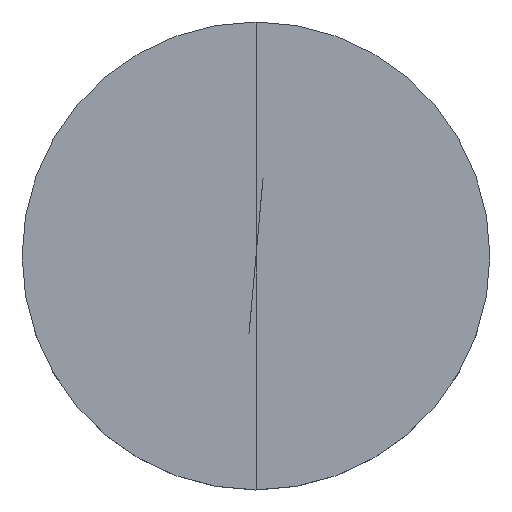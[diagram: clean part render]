
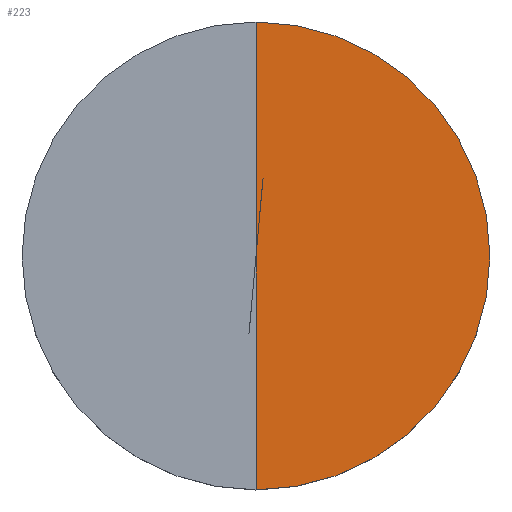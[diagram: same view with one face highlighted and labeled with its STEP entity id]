
A CAD part, top view. The second image highlights one B-rep face of the part: STEP entity #223.
In plain terms, the highlighted free-form (B-spline) face has degree [3, 2] with [4, 9] control points.
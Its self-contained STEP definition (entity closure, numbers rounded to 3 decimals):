
#5 = B_SPLINE_CURVE_WITH_KNOTS ( 'NONE', 3,
 ( #108, #32, #129, #216 ),
 .UNSPECIFIED., .F., .F.,
 ( 4, 4 ),
 ( 0., 1. ),
 .UNSPECIFIED. ) ;
#21 = CARTESIAN_POINT ( 'NONE',  ( 0., -12.5, 0. ) ) ;
#27 = CARTESIAN_POINT ( 'NONE',  ( 0., -12.5, 0. ) ) ;
#32 = CARTESIAN_POINT ( 'NONE',  ( 0., 4.167, 0. ) ) ;
#35 = CARTESIAN_POINT ( 'NONE',  ( 0., 8.333, 0. ) ) ;
#36 = CARTESIAN_POINT ( 'NONE',  ( 8.333, 8.333, 0. ) ) ;
#37 = CARTESIAN_POINT ( 'NONE',  ( -12.5, 0., 0. ) ) ;
#54 = CARTESIAN_POINT ( 'NONE',  ( 0., 0., 0. ) ) ;
#61 = CARTESIAN_POINT ( 'NONE',  ( 0., 12.5, 0. ) ) ;
#62 = CARTESIAN_POINT ( 'NONE',  ( 0., -8.333, 0. ) ) ;
#64 = EDGE_CURVE ( 'NONE', #120, #261, #142, .T. ) ;
#65 = CARTESIAN_POINT ( 'NONE',  ( 12.5, 12.5, 0. ) ) ;
#67 = CARTESIAN_POINT ( 'NONE',  ( 4.167, -4.167, 0. ) ) ;
#78 = CARTESIAN_POINT ( 'NONE',  ( 0., 0., 0. ) ) ;
#83 = AXIS2_PLACEMENT_3D ( 'NONE', #122, #164, #275 ) ;
#84 =( BOUNDED_SURFACE ( )  B_SPLINE_SURFACE ( 3, 2, ( 
 ( #166, #54, #78, #254, #233, #192, #212, #110, #85 ),
 ( #87, #152, #135, #241, #133, #67, #220, #109, #202 ),
 ( #35, #236, #265, #238, #62, #284, #111, #36, #199 ),
 ( #263, #266, #37, #114, #21, #240, #264, #65, #61 ) ),
 .UNSPECIFIED., .F., .T., .F. ) 
 B_SPLINE_SURFACE_WITH_KNOTS ( ( 4, 4 ),
 ( 3, 2, 2, 2, 3 ),
 ( 0., 1. ),
 ( 0., 90., 180., 270., 360. ),
 .UNSPECIFIED. ) 
 GEOMETRIC_REPRESENTATION_ITEM ( )  RATIONAL_B_SPLINE_SURFACE ( (
 ( 1., 0.707, 1., 0.707, 1., 0.707, 1., 0.707, 1.),
 ( 1., 0.707, 1., 0.707, 1., 0.707, 1., 0.707, 1.),
 ( 1., 0.707, 1., 0.707, 1., 0.707, 1., 0.707, 1.),
 ( 1., 0.707, 1., 0.707, 1., 0.707, 1., 0.707, 1.) ) ) 
 REPRESENTATION_ITEM ( '' )  SURFACE ( )  );
#85 = CARTESIAN_POINT ( 'NONE',  ( 0., 0., 0. ) ) ;
#86 = VERTEX_POINT ( 'NONE', #231 ) ;
#87 = CARTESIAN_POINT ( 'NONE',  ( 0., 4.167, 0. ) ) ;
#95 = ORIENTED_EDGE ( 'NONE', *, *, #285, .T. ) ;
#108 = CARTESIAN_POINT ( 'NONE',  ( 0., 0., 0. ) ) ;
#109 = CARTESIAN_POINT ( 'NONE',  ( 4.167, 4.167, 0. ) ) ;
#110 = CARTESIAN_POINT ( 'NONE',  ( 0., 0., 0. ) ) ;
#111 = CARTESIAN_POINT ( 'NONE',  ( 8.333, 0., 0. ) ) ;
#113 = ORIENTED_EDGE ( 'NONE', *, *, #217, .F. ) ;
#114 = CARTESIAN_POINT ( 'NONE',  ( -12.5, -12.5, 0. ) ) ;
#120 = VERTEX_POINT ( 'NONE', #209 ) ;
#121 = CARTESIAN_POINT ( 'NONE',  ( 0., 0., 0. ) ) ;
#122 = CARTESIAN_POINT ( 'NONE',  ( 0., 0., 0. ) ) ;
#129 = CARTESIAN_POINT ( 'NONE',  ( 0., 8.333, 0. ) ) ;
#132 = CARTESIAN_POINT ( 'NONE',  ( 0., -8.333, 0. ) ) ;
#133 = CARTESIAN_POINT ( 'NONE',  ( 0., -4.167, 0. ) ) ;
#135 = CARTESIAN_POINT ( 'NONE',  ( -4.167, 0., 0. ) ) ;
#137 = VERTEX_POINT ( 'NONE', #27 ) ;
#142 = CIRCLE ( 'NONE', #159, 12.5 ) ;
#151 = CARTESIAN_POINT ( 'NONE',  ( 0., -12.5, 0. ) ) ;
#152 = CARTESIAN_POINT ( 'NONE',  ( -4.167, 4.167, 0. ) ) ;
#159 = AXIS2_PLACEMENT_3D ( 'NONE', #121, #248, #188 ) ;
#164 = DIRECTION ( 'NONE',  ( 0., 0., 1. ) ) ;
#166 = CARTESIAN_POINT ( 'NONE',  ( 0., 0., 0. ) ) ;
#167 = ORIENTED_EDGE ( 'NONE', *, *, #174, .T. ) ;
#174 = EDGE_CURVE ( 'NONE', #137, #120, #242, .T. ) ;
#175 = CARTESIAN_POINT ( 'NONE',  ( 0., 12.5, 0. ) ) ;
#186 = B_SPLINE_CURVE_WITH_KNOTS ( 'NONE', 3,
 ( #200, #260, #132, #151 ),
 .UNSPECIFIED., .F., .F.,
 ( 4, 4 ),
 ( 0., 1. ),
 .UNSPECIFIED. ) ;
#188 = DIRECTION ( 'NONE',  ( 1., 0., 0. ) ) ;
#192 = CARTESIAN_POINT ( 'NONE',  ( 0., 0., 0. ) ) ;
#199 = CARTESIAN_POINT ( 'NONE',  ( 0., 8.333, 0. ) ) ;
#200 = CARTESIAN_POINT ( 'NONE',  ( 0., 0., 0. ) ) ;
#202 = CARTESIAN_POINT ( 'NONE',  ( 0., 4.167, 0. ) ) ;
#203 = FACE_OUTER_BOUND ( 'NONE', #219, .T. ) ;
#208 = ORIENTED_EDGE ( 'NONE', *, *, #64, .T. ) ;
#209 = CARTESIAN_POINT ( 'NONE',  ( 12.5, 0., 0. ) ) ;
#212 = CARTESIAN_POINT ( 'NONE',  ( 0., 0., 0. ) ) ;
#216 = CARTESIAN_POINT ( 'NONE',  ( 0., 12.5, 0. ) ) ;
#217 = EDGE_CURVE ( 'NONE', #86, #261, #5, .T. ) ;
#219 = EDGE_LOOP ( 'NONE', ( #113, #95, #167, #208 ) ) ;
#220 = CARTESIAN_POINT ( 'NONE',  ( 4.167, 0., 0. ) ) ;
#223 = ADVANCED_FACE ( 'NONE', ( #203 ), #84, .T. ) ;
#231 = CARTESIAN_POINT ( 'NONE',  ( 0., 0., 0. ) ) ;
#233 = CARTESIAN_POINT ( 'NONE',  ( 0., 0., 0. ) ) ;
#236 = CARTESIAN_POINT ( 'NONE',  ( -8.333, 8.333, 0. ) ) ;
#238 = CARTESIAN_POINT ( 'NONE',  ( -8.333, -8.333, 0. ) ) ;
#240 = CARTESIAN_POINT ( 'NONE',  ( 12.5, -12.5, 0. ) ) ;
#241 = CARTESIAN_POINT ( 'NONE',  ( -4.167, -4.167, 0. ) ) ;
#242 = CIRCLE ( 'NONE', #83, 12.5 ) ;
#248 = DIRECTION ( 'NONE',  ( 0., 0., 1. ) ) ;
#254 = CARTESIAN_POINT ( 'NONE',  ( 0., 0., 0. ) ) ;
#260 = CARTESIAN_POINT ( 'NONE',  ( 0., -4.167, 0. ) ) ;
#261 = VERTEX_POINT ( 'NONE', #175 ) ;
#263 = CARTESIAN_POINT ( 'NONE',  ( 0., 12.5, 0. ) ) ;
#264 = CARTESIAN_POINT ( 'NONE',  ( 12.5, 0., 0. ) ) ;
#265 = CARTESIAN_POINT ( 'NONE',  ( -8.333, 0., 0. ) ) ;
#266 = CARTESIAN_POINT ( 'NONE',  ( -12.5, 12.5, 0. ) ) ;
#275 = DIRECTION ( 'NONE',  ( 1., 0., 0. ) ) ;
#284 = CARTESIAN_POINT ( 'NONE',  ( 8.333, -8.333, 0. ) ) ;
#285 = EDGE_CURVE ( 'NONE', #86, #137, #186, .T. ) ;
